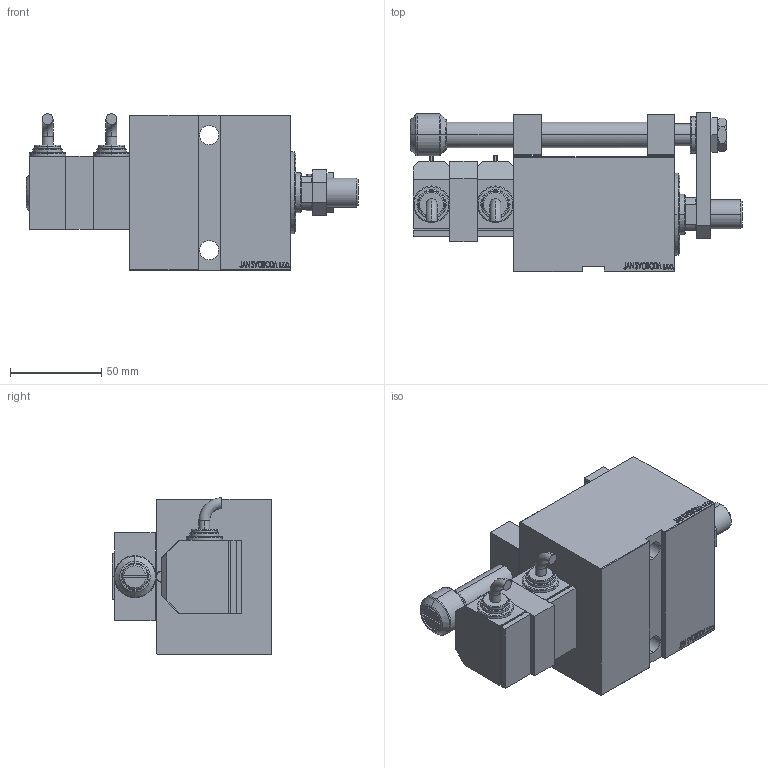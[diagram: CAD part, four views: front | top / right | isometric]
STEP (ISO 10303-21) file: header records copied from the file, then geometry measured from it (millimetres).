
FILE_DESCRIPTION (( 'STEP AP203' ), '1' );
FILE_NAME ('1193.STEP', '2025-12-11T10:24:10', ( '' ), ( '' ), 'SwSTEP 2.0', 'SolidWorks 2019', '' );
FILE_SCHEMA (( 'CONFIG_CONTROL_DESIGN' ));
Length unit declared in the file: millimetre
Products named in the file (14): NUT_D16 02ba33c18a2e2df2d8168097d005171a; ZARAZKA_P 02ba33c18a2e2df2d8168097d005171a; MIDDLE 02ba33c18a2e2df2d8168097d005171a; TYC_P 02ba33c18a2e2df2d8168097d005171a; V450CM_VC_B 02ba33c18a2e2df2d8168097d005171a; V450CM_MALE_METRIC 02ba33c18a2e2df2d8168097d005171a; KROUZEK_PRO_TYC 02ba33c18a2e2df2d8168097d005171a; V450CM_E_VCP 02ba33c18a2e2df2d8168097d005171a; SWITCH_P_FRONT_BACK 02ba33c18a2e2df2d8168097d005171a; 1193; SWITCH DIM W_B 02ba33c18a2e2df2d8168097d005171a; V450CM_E_Body 02ba33c18a2e2df2d8168097d005171a; SWITCH P 02ba33c18a2e2df2d8168097d005171a; NUT_D19_P 02ba33c18a2e2df2d8168097d005171a
Assembly tree (15 placements, depth 2):
  1193
    V450CM_E_Body 02ba33c18a2e2df2d8168097d005171a
    V450CM_E_VCP 02ba33c18a2e2df2d8168097d005171a
    V450CM_VC_B 02ba33c18a2e2df2d8168097d005171a
    V450CM_MALE_METRIC 02ba33c18a2e2df2d8168097d005171a
    ZARAZKA_P 02ba33c18a2e2df2d8168097d005171a
    KROUZEK_PRO_TYC 02ba33c18a2e2df2d8168097d005171a
    MIDDLE 02ba33c18a2e2df2d8168097d005171a
    NUT_D16 02ba33c18a2e2df2d8168097d005171a
    NUT_D19_P 02ba33c18a2e2df2d8168097d005171a
    SWITCH DIM W_B 02ba33c18a2e2df2d8168097d005171a
    SWITCH P 02ba33c18a2e2df2d8168097d005171a  x2
    SWITCH_P_FRONT_BACK 02ba33c18a2e2df2d8168097d005171a  x2
    TYC_P 02ba33c18a2e2df2d8168097d005171a
Bounding box: 181.8 x 87.5 x 85.76 mm (x, y, z)
Volume: 600487.4 mm3; surface area: 120192.8 mm2
Topology: 15 solids, 15 shells, 1087 faces, 2710 edges, 1780 vertices
Faces by surface type: plane 526, bspline 380, cylinder 106, cone 41, torus 34
Entity records: 48981 total; most frequent: CARTESIAN_POINT 25337, ORIENTED_EDGE 5120, DIRECTION 3361, EDGE_CURVE 2560, VERTEX_POINT 1684, VECTOR 1489, LINE 1489, EDGE_LOOP 1168
